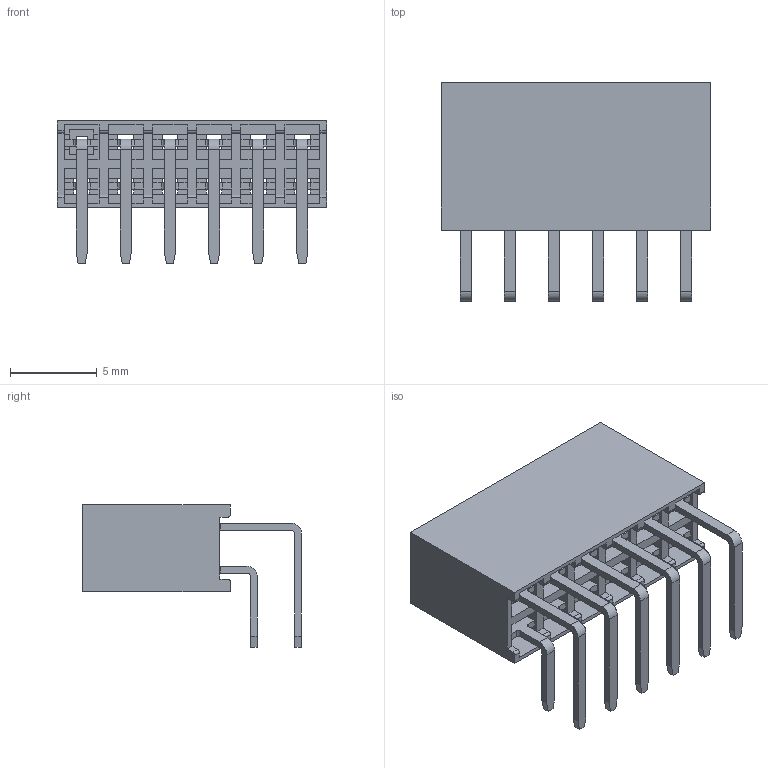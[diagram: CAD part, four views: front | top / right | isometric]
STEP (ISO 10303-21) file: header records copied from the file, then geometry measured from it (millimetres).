
FILE_DESCRIPTION(('STEP AP214'),'1');
FILE_NAME('female_header_a-bl254-da-g12d.stp','2022-05-31T13:50:35',('TraceParts'),('TraceParts S.A.'),'Spatial InterOp 3D',' ',' ');
FILE_SCHEMA(('AUTOMOTIVE_DESIGN { 1 0 10303 214 1 1 1 1 }'));
Length unit declared in the file: millimetre
Products named in the file (1): female_header_a-bl254-da-g12d
Bounding box: 15.49 x 12.6 x 8.2 mm (x, y, z)
Volume: 302 mm3; surface area: 1493.7 mm2
Topology: 1 solids, 1 shells, 452 faces, 1380 edges, 920 vertices
Faces by surface type: plane 372, cylinder 80
Entity records: 18992 total; most frequent: ORIENTED_EDGE 2760, CARTESIAN_POINT 2753, DIRECTION 2446, EDGE_CURVE 1380, LINE 1220, VECTOR 1220, VERTEX_POINT 920, AXIS2_PLACEMENT_3D 613
